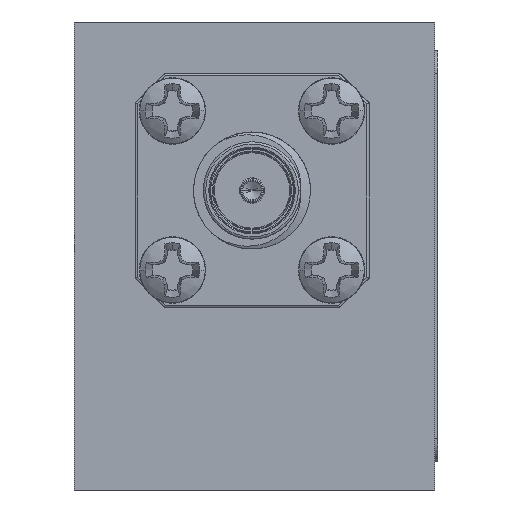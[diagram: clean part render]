
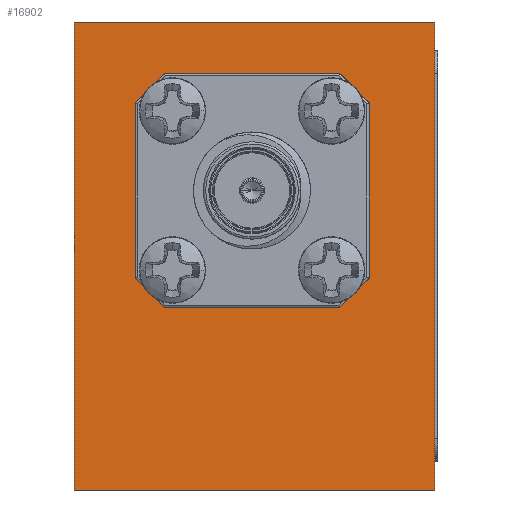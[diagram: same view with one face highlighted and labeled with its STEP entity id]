
A CAD part, left-side view. The second image highlights one B-rep face of the part: STEP entity #16902.
In plain terms, the highlighted planar face has unit normal (-1, 0, 0).
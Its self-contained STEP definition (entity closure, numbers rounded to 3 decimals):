
#520 = CARTESIAN_POINT ( 'NONE',  ( 0., 0., -25.4 ) ) ;
#984 = LINE ( 'NONE', #26378, #14196 ) ;
#1204 = LINE ( 'NONE', #6371, #16752 ) ;
#2912 = EDGE_LOOP ( 'NONE', ( #19634, #21716, #9840, #22969 ) ) ;
#4411 = EDGE_CURVE ( 'NONE', #25405, #8931, #22544, .T. ) ;
#4428 = VERTEX_POINT ( 'NONE', #34310 ) ;
#5316 = VERTEX_POINT ( 'NONE', #9651 ) ;
#6371 = CARTESIAN_POINT ( 'NONE',  ( 0., 19.558, 0. ) ) ;
#6761 = LINE ( 'NONE', #29363, #6905 ) ;
#6905 = VECTOR ( 'NONE', #8941, 1000. ) ;
#7789 = EDGE_CURVE ( 'NONE', #8931, #4428, #1204, .T. ) ;
#8931 = VERTEX_POINT ( 'NONE', #36262 ) ;
#8941 = DIRECTION ( 'NONE',  ( 0., 0., 1. ) ) ;
#9651 = CARTESIAN_POINT ( 'NONE',  ( 0., 9.906, -9.995 ) ) ;
#9840 = ORIENTED_EDGE ( 'NONE', *, *, #4411, .F. ) ;
#10703 = EDGE_LOOP ( 'NONE', ( #17215, #31236 ) ) ;
#11397 = CARTESIAN_POINT ( 'NONE',  ( 0., 19.558, 0. ) ) ;
#12243 = AXIS2_PLACEMENT_3D ( 'NONE', #24992, #30504, #30152 ) ;
#12767 = VERTEX_POINT ( 'NONE', #520 ) ;
#14152 = CARTESIAN_POINT ( 'NONE',  ( 0., 19.558, -25.4 ) ) ;
#14196 = VECTOR ( 'NONE', #20835, 1000. ) ;
#15657 = DIRECTION ( 'NONE',  ( -1., 0., 0. ) ) ;
#16411 = FACE_BOUND ( 'NONE', #10703, .T. ) ;
#16752 = VECTOR ( 'NONE', #34854, 1000. ) ;
#16902 = ADVANCED_FACE ( 'NONE', ( #19348, #16411 ), #33675, .F. ) ;
#17215 = ORIENTED_EDGE ( 'NONE', *, *, #32014, .F. ) ;
#18061 = AXIS2_PLACEMENT_3D ( 'NONE', #21917, #15657, #24679 ) ;
#19348 = FACE_OUTER_BOUND ( 'NONE', #2912, .T. ) ;
#19440 = DIRECTION ( 'NONE',  ( 0., 0., 1. ) ) ;
#19634 = ORIENTED_EDGE ( 'NONE', *, *, #20766, .T. ) ;
#20766 = EDGE_CURVE ( 'NONE', #12767, #4428, #6761, .T. ) ;
#20835 = DIRECTION ( 'NONE',  ( 0., -1., 0. ) ) ;
#21716 = ORIENTED_EDGE ( 'NONE', *, *, #7789, .F. ) ;
#21917 = CARTESIAN_POINT ( 'NONE',  ( 0., 9.906, -9.144 ) ) ;
#22155 = CIRCLE ( 'NONE', #18061, 0.851 ) ;
#22544 = LINE ( 'NONE', #33769, #35856 ) ;
#22638 = DIRECTION ( 'NONE',  ( 0., 0., -1. ) ) ;
#22769 = VERTEX_POINT ( 'NONE', #29387 ) ;
#22856 = CIRCLE ( 'NONE', #12243, 0.851 ) ;
#22969 = ORIENTED_EDGE ( 'NONE', *, *, #34452, .T. ) ;
#24679 = DIRECTION ( 'NONE',  ( 0., 0., 1. ) ) ;
#24721 = EDGE_CURVE ( 'NONE', #5316, #22769, #22856, .T. ) ;
#24992 = CARTESIAN_POINT ( 'NONE',  ( 0., 9.906, -9.144 ) ) ;
#25042 = DIRECTION ( 'NONE',  ( 1., 0., 0. ) ) ;
#25405 = VERTEX_POINT ( 'NONE', #14152 ) ;
#26378 = CARTESIAN_POINT ( 'NONE',  ( 0., 19.558, -25.4 ) ) ;
#29363 = CARTESIAN_POINT ( 'NONE',  ( 0., 0., 0. ) ) ;
#29387 = CARTESIAN_POINT ( 'NONE',  ( 0., 9.906, -8.293 ) ) ;
#30152 = DIRECTION ( 'NONE',  ( 0., 0., 1. ) ) ;
#30504 = DIRECTION ( 'NONE',  ( -1., 0., 0. ) ) ;
#31236 = ORIENTED_EDGE ( 'NONE', *, *, #24721, .F. ) ;
#32014 = EDGE_CURVE ( 'NONE', #22769, #5316, #22155, .T. ) ;
#33675 = PLANE ( 'NONE',  #34908 ) ;
#33769 = CARTESIAN_POINT ( 'NONE',  ( 0., 19.558, 0. ) ) ;
#34310 = CARTESIAN_POINT ( 'NONE',  ( 0., 0., 0. ) ) ;
#34452 = EDGE_CURVE ( 'NONE', #25405, #12767, #984, .T. ) ;
#34854 = DIRECTION ( 'NONE',  ( 0., -1., 0. ) ) ;
#34908 = AXIS2_PLACEMENT_3D ( 'NONE', #11397, #25042, #22638 ) ;
#35856 = VECTOR ( 'NONE', #19440, 1000. ) ;
#36262 = CARTESIAN_POINT ( 'NONE',  ( 0., 19.558, 0. ) ) ;
